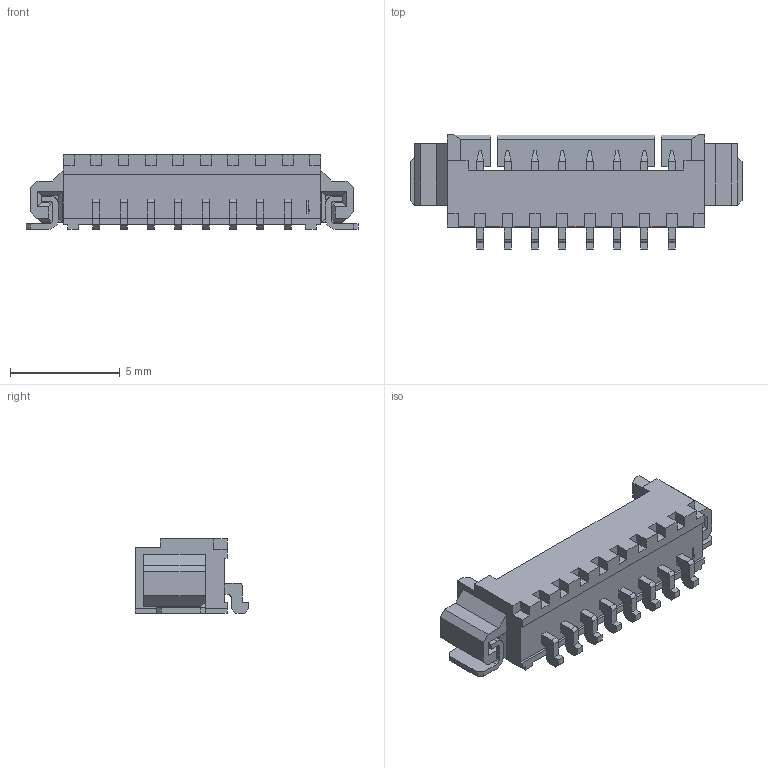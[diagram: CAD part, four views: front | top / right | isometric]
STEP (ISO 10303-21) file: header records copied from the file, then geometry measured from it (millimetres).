
FILE_DESCRIPTION(('STEP AP242'),'1');
FILE_NAME('53261-0871.stp','2025-01-26T02:24:20',('TraceParts'),('TraceParts S.A.'),'Spatial InterOp 3D',' ',' ');
FILE_SCHEMA(('AP242_MANAGED_MODEL_BASED_3D_ENGINEERING_MIM_LF {1 0 10303 442 1 1 4}'));
Length unit declared in the file: millimetre
Products named in the file (1): 53261-0871_1
Bounding box: 15.15 x 5.2 x 3.4 mm (x, y, z)
Volume: 92 mm3; surface area: 367.4 mm2
Topology: 1 solids, 1 shells, 372 faces, 1067 edges, 748 vertices
Faces by surface type: plane 348, cylinder 24
Entity records: 11899 total; most frequent: CARTESIAN_POINT 2115, ORIENTED_EDGE 2054, DIRECTION 1861, EDGE_CURVE 1027, LINE 1017, VECTOR 1017, VERTEX_POINT 668, AXIS2_PLACEMENT_3D 422
